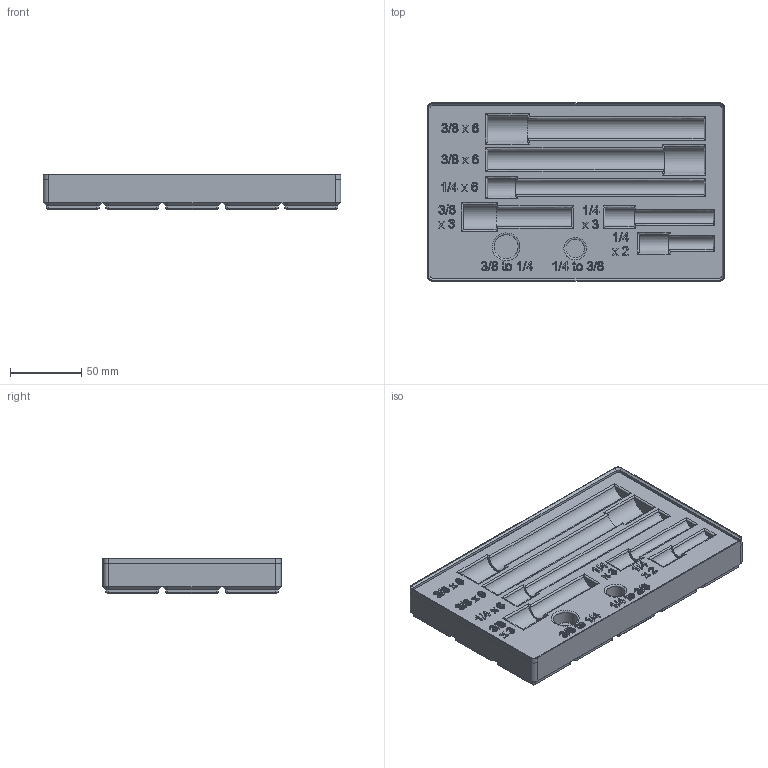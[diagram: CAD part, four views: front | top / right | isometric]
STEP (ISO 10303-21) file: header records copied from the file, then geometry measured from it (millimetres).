
FILE_DESCRIPTION(/* description */ (''),/* implementation_level */ '2;1');
FILE_NAME(/* name */ 'Socket Extensions Holder Gridfinity.step',/* time_stamp */ '2023-10-14T08:10:36-07:00',/* author */ (''),/* organization */ (''),/* preprocessor_version */ 'ST-DEVELOPER v20',/* originating_system */ 'Autodesk Translation Framework v12.14.0.127',/* authorisation */ '');
FILE_SCHEMA (('AUTOMOTIVE_DESIGN { 1 0 10303 214 3 1 1 }'));
Products named in the file (2): Socket Extensions Holder Gridfinity; Gridfinity bin 3x5x3
Assembly tree (1 placements, depth 2):
  Socket Extensions Holder Gridfinity
    Gridfinity bin 3x5x3
Bounding box: 209.5 x 125.5 x 24.8 mm (x, y, z)
Volume: 483208.9 mm3; surface area: 82918.8 mm2
Topology: 1 solids, 1 shells, 1366 faces, 3600 edges, 2314 vertices
Faces by surface type: bspline 585, plane 567, cone 128, cylinder 86
Full cylindrical faces by diameter (mm): 13.2 x1, 17 x1
Entity records: 48713 total; most frequent: CARTESIAN_POINT 19106, ORIENTED_EDGE 7200, DIRECTION 4146, EDGE_CURVE 3600, VERTEX_POINT 2314, LINE 2006, VECTOR 2006, EDGE_LOOP 1444
